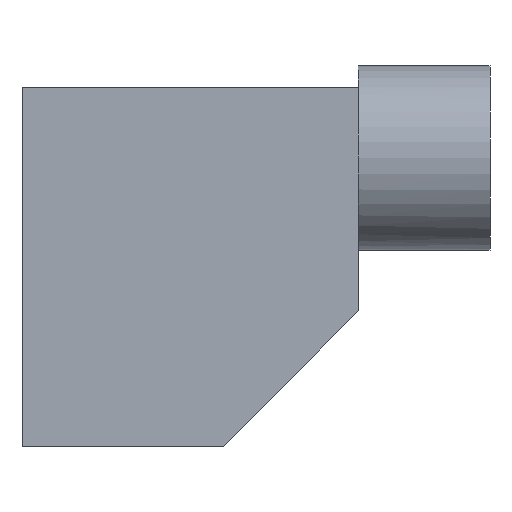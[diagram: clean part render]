
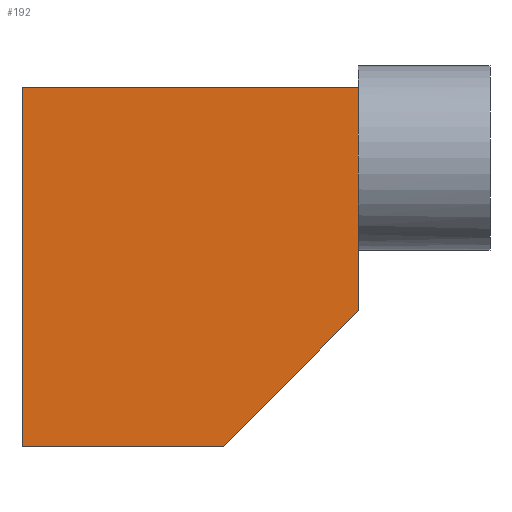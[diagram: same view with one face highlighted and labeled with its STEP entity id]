
A CAD part, left-side view. The second image highlights one B-rep face of the part: STEP entity #192.
In plain terms, the highlighted planar face has unit normal (-1, 0, 0).
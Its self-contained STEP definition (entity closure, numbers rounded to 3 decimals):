
#13 = FACE_OUTER_BOUND ( 'NONE', #269, .T. ) ;
#20 = ORIENTED_EDGE ( 'NONE', *, *, #42, .T. ) ;
#32 = EDGE_CURVE ( 'NONE', #386, #297, #418, .T. ) ;
#38 = EDGE_CURVE ( 'NONE', #478, #297, #197, .T. ) ;
#42 = EDGE_CURVE ( 'NONE', #234, #207, #86, .T. ) ;
#55 = CARTESIAN_POINT ( 'NONE',  ( -41.502, 15.211, 13.674 ) ) ;
#63 = CARTESIAN_POINT ( 'NONE',  ( -41.502, 20.193, 0.44 ) ) ;
#65 = CARTESIAN_POINT ( 'NONE',  ( -41.502, 15.211, 5.421 ) ) ;
#86 = LINE ( 'NONE', #237, #373 ) ;
#100 = LINE ( 'NONE', #169, #356 ) ;
#106 = VERTEX_POINT ( 'NONE', #199 ) ;
#109 = VECTOR ( 'NONE', #279, 1000. ) ;
#117 = VECTOR ( 'NONE', #302, 1000. ) ;
#129 = ORIENTED_EDGE ( 'NONE', *, *, #38, .T. ) ;
#138 = LINE ( 'NONE', #63, #203 ) ;
#144 = CARTESIAN_POINT ( 'NONE',  ( -41.502, 27.607, 13.674 ) ) ;
#151 = ORIENTED_EDGE ( 'NONE', *, *, #32, .F. ) ;
#164 = CARTESIAN_POINT ( 'NONE',  ( -41.502, 15.211, 12.744 ) ) ;
#167 = LINE ( 'NONE', #322, #408 ) ;
#169 = CARTESIAN_POINT ( 'NONE',  ( -41.502, 22.607, 0.44 ) ) ;
#177 = ORIENTED_EDGE ( 'NONE', *, *, #308, .T. ) ;
#186 = CARTESIAN_POINT ( 'NONE',  ( -41.502, 15.211, 5.421 ) ) ;
#192 = ADVANCED_FACE ( 'NONE', ( #13 ), #401, .T. ) ;
#197 = LINE ( 'NONE', #422, #109 ) ;
#199 = CARTESIAN_POINT ( 'NONE',  ( -41.502, 20.193, 0.44 ) ) ;
#203 = VECTOR ( 'NONE', #260, 1000. ) ;
#206 = DIRECTION ( 'NONE',  ( 0., 0., 1. ) ) ;
#207 = VERTEX_POINT ( 'NONE', #164 ) ;
#215 = EDGE_CURVE ( 'NONE', #386, #106, #100, .T. ) ;
#234 = VERTEX_POINT ( 'NONE', #242 ) ;
#237 = CARTESIAN_POINT ( 'NONE',  ( -41.502, 15.211, 5.421 ) ) ;
#239 = DIRECTION ( 'NONE',  ( 0., 0., 1. ) ) ;
#242 = CARTESIAN_POINT ( 'NONE',  ( -41.502, 15.211, 9.363 ) ) ;
#245 = CARTESIAN_POINT ( 'NONE',  ( -41.502, 17.831, 11.054 ) ) ;
#248 = ORIENTED_EDGE ( 'NONE', *, *, #341, .T. ) ;
#252 = EDGE_CURVE ( 'NONE', #207, #478, #167, .T. ) ;
#254 = AXIS2_PLACEMENT_3D ( 'NONE', #245, #291, #206 ) ;
#260 = DIRECTION ( 'NONE',  ( 0., -0.707, 0.707 ) ) ;
#269 = EDGE_LOOP ( 'NONE', ( #129, #151, #339, #177, #248, #20, #364 ) ) ;
#279 = DIRECTION ( 'NONE',  ( 0., 1., 0. ) ) ;
#281 = VECTOR ( 'NONE', #460, 1000. ) ;
#291 = DIRECTION ( 'NONE',  ( -1., 0., 0. ) ) ;
#296 = CARTESIAN_POINT ( 'NONE',  ( -41.502, 27.607, 0.44 ) ) ;
#297 = VERTEX_POINT ( 'NONE', #144 ) ;
#299 = LINE ( 'NONE', #186, #117 ) ;
#302 = DIRECTION ( 'NONE',  ( 0., 0., 1. ) ) ;
#308 = EDGE_CURVE ( 'NONE', #106, #410, #138, .T. ) ;
#322 = CARTESIAN_POINT ( 'NONE',  ( -41.502, 15.211, 5.421 ) ) ;
#339 = ORIENTED_EDGE ( 'NONE', *, *, #215, .T. ) ;
#341 = EDGE_CURVE ( 'NONE', #410, #234, #299, .T. ) ;
#356 = VECTOR ( 'NONE', #389, 1000. ) ;
#364 = ORIENTED_EDGE ( 'NONE', *, *, #252, .T. ) ;
#373 = VECTOR ( 'NONE', #239, 1000. ) ;
#386 = VERTEX_POINT ( 'NONE', #296 ) ;
#389 = DIRECTION ( 'NONE',  ( 0., -1., 0. ) ) ;
#399 = DIRECTION ( 'NONE',  ( 0., 0., 1. ) ) ;
#401 = PLANE ( 'NONE',  #254 ) ;
#408 = VECTOR ( 'NONE', #399, 1000. ) ;
#410 = VERTEX_POINT ( 'NONE', #65 ) ;
#418 = LINE ( 'NONE', #421, #281 ) ;
#421 = CARTESIAN_POINT ( 'NONE',  ( -41.502, 27.607, 6.147 ) ) ;
#422 = CARTESIAN_POINT ( 'NONE',  ( -41.502, 15.211, 13.674 ) ) ;
#460 = DIRECTION ( 'NONE',  ( 0., 0., 1. ) ) ;
#478 = VERTEX_POINT ( 'NONE', #55 ) ;
